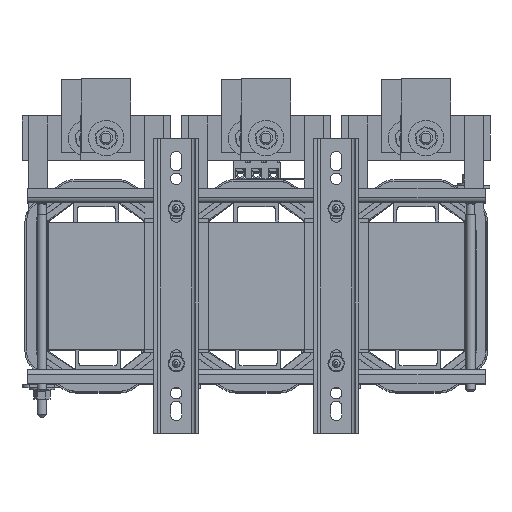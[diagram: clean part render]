
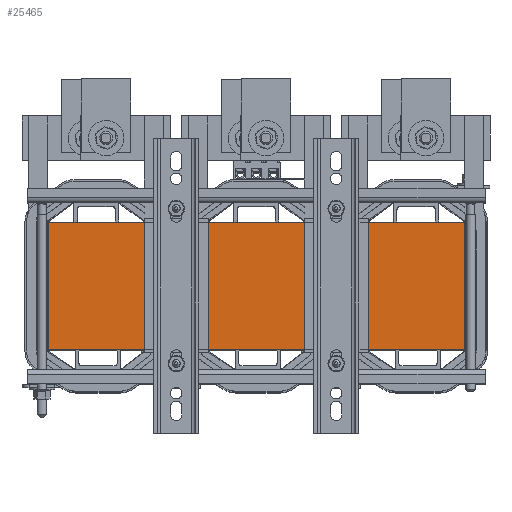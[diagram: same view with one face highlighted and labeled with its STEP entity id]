
A CAD part, top view. The second image highlights one B-rep face of the part: STEP entity #25465.
In plain terms, the highlighted face is planar.
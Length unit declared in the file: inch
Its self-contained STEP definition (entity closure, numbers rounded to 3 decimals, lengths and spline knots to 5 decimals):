
#2873=FACE_OUTER_BOUND('',#4303,.T.);
#4303=EDGE_LOOP('',(#18322,#18323,#18324,#18325));
#6158=LINE('',#37591,#8664);
#6166=LINE('',#37606,#8672);
#6167=LINE('',#37609,#8673);
#6168=LINE('',#37610,#8674);
#8664=VECTOR('',#30903,0.3937);
#8672=VECTOR('',#30915,0.3937);
#8673=VECTOR('',#30918,0.3937);
#8674=VECTOR('',#30919,0.3937);
#11106=VERTEX_POINT('',#37589);
#11107=VERTEX_POINT('',#37590);
#11112=VERTEX_POINT('',#37604);
#11113=VERTEX_POINT('',#37608);
#13822=EDGE_CURVE('',#11106,#11107,#6158,.T.);
#13830=EDGE_CURVE('',#11112,#11107,#6166,.T.);
#13831=EDGE_CURVE('',#11112,#11113,#6167,.T.);
#13832=EDGE_CURVE('',#11106,#11113,#6168,.T.);
#18322=ORIENTED_EDGE('',*,*,#13831,.T.);
#18323=ORIENTED_EDGE('',*,*,#13832,.F.);
#18324=ORIENTED_EDGE('',*,*,#13822,.T.);
#18325=ORIENTED_EDGE('',*,*,#13830,.F.);
#24565=PLANE('',#27860);
#25465=ADVANCED_FACE('',(#2873),#24565,.T.);
#27860=AXIS2_PLACEMENT_3D('',#37607,#30916,#30917);
#30903=DIRECTION('',(0.,1.,0.));
#30915=DIRECTION('',(0.,0.,-1.));
#30916=DIRECTION('center_axis',(1.,0.,0.));
#30917=DIRECTION('ref_axis',(0.,0.,-1.));
#30918=DIRECTION('',(0.,-1.,0.));
#30919=DIRECTION('',(0.,0.,1.));
#37589=CARTESIAN_POINT('',(2.53165,-4.15155,-8.125));
#37590=CARTESIAN_POINT('',(2.53165,0.84845,-8.125));
#37591=CARTESIAN_POINT('',(2.53165,0.84845,-8.125));
#37604=CARTESIAN_POINT('',(2.53165,0.84845,8.125));
#37606=CARTESIAN_POINT('',(2.53165,0.84845,0.));
#37607=CARTESIAN_POINT('Origin',(2.53165,0.84845,0.));
#37608=CARTESIAN_POINT('',(2.53165,-4.15155,8.125));
#37609=CARTESIAN_POINT('',(2.53165,0.84845,8.125));
#37610=CARTESIAN_POINT('',(2.53165,-4.15155,0.));
